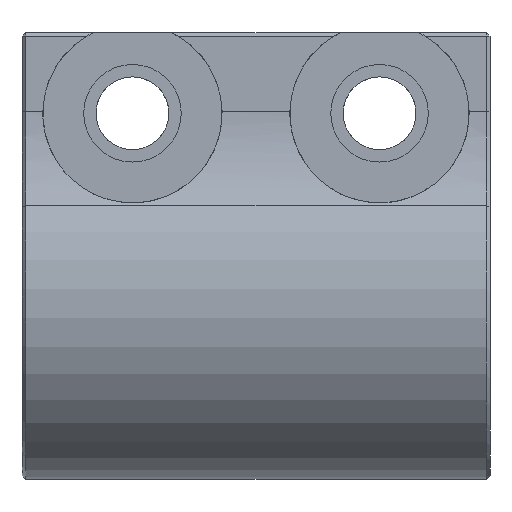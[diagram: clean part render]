
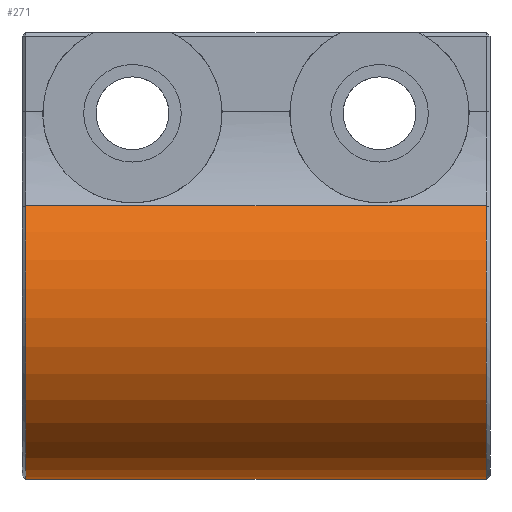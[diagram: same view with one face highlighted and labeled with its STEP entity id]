
A CAD part, left-side view. The second image highlights one B-rep face of the part: STEP entity #271.
In plain terms, the highlighted cylindrical face has radius 6.35 mm (diameter 12.7 mm), a partial arc.
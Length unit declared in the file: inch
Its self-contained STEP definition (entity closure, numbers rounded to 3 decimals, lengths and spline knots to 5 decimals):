
#17 = CARTESIAN_POINT ( 'NONE',  ( 0., 0.005, 0. ) ) ;
#73 = DIRECTION ( 'NONE',  ( 0., 0., -1. ) ) ;
#86 = ORIENTED_EDGE ( 'NONE', *, *, #1166, .T. ) ;
#161 = VECTOR ( 'NONE', #443, 39.37008 ) ;
#168 = CIRCLE ( 'NONE', #423, 0.25 ) ;
#180 = DIRECTION ( 'NONE',  ( 0., 0., 1. ) ) ;
#240 = DIRECTION ( 'NONE',  ( 0., -1., 0. ) ) ;
#256 = EDGE_CURVE ( 'NONE', #1250, #624, #168, .T. ) ;
#271 = ADVANCED_FACE ( 'NONE', ( #1173 ), #603, .T. ) ;
#306 = VERTEX_POINT ( 'NONE', #1813 ) ;
#360 = VECTOR ( 'NONE', #1230, 39.37008 ) ;
#423 = AXIS2_PLACEMENT_3D ( 'NONE', #1172, #240, #1332 ) ;
#443 = DIRECTION ( 'NONE',  ( 0., 1., 0. ) ) ;
#457 = EDGE_LOOP ( 'NONE', ( #1555, #86, #1351, #1062 ) ) ;
#483 = EDGE_CURVE ( 'NONE', #306, #1250, #1830, .T. ) ;
#603 = CYLINDRICAL_SURFACE ( 'NONE', #833, 0.25 ) ;
#624 = VERTEX_POINT ( 'NONE', #1586 ) ;
#766 = LINE ( 'NONE', #1846, #360 ) ;
#833 = AXIS2_PLACEMENT_3D ( 'NONE', #1170, #1486, #73 ) ;
#927 = CARTESIAN_POINT ( 'NONE',  ( -0.2125, 0.6475, 0.1317 ) ) ;
#1062 = ORIENTED_EDGE ( 'NONE', *, *, #483, .T. ) ;
#1111 = DIRECTION ( 'NONE',  ( 0., 1., 0. ) ) ;
#1166 = EDGE_CURVE ( 'NONE', #624, #1362, #766, .T. ) ;
#1170 = CARTESIAN_POINT ( 'NONE',  ( 0., 0.6525, 0. ) ) ;
#1172 = CARTESIAN_POINT ( 'NONE',  ( 0., 0.6475, 0. ) ) ;
#1173 = FACE_OUTER_BOUND ( 'NONE', #457, .T. ) ;
#1230 = DIRECTION ( 'NONE',  ( 0., -1., 0. ) ) ;
#1250 = VERTEX_POINT ( 'NONE', #927 ) ;
#1270 = CARTESIAN_POINT ( 'NONE',  ( 0., 0.005, -0.25 ) ) ;
#1326 = AXIS2_PLACEMENT_3D ( 'NONE', #17, #1111, #180 ) ;
#1332 = DIRECTION ( 'NONE',  ( 0., 0., 1. ) ) ;
#1351 = ORIENTED_EDGE ( 'NONE', *, *, #1792, .T. ) ;
#1362 = VERTEX_POINT ( 'NONE', #1270 ) ;
#1402 = CIRCLE ( 'NONE', #1326, 0.25 ) ;
#1486 = DIRECTION ( 'NONE',  ( 0., -1., 0. ) ) ;
#1555 = ORIENTED_EDGE ( 'NONE', *, *, #256, .T. ) ;
#1586 = CARTESIAN_POINT ( 'NONE',  ( 0., 0.6475, -0.25 ) ) ;
#1792 = EDGE_CURVE ( 'NONE', #1362, #306, #1402, .T. ) ;
#1813 = CARTESIAN_POINT ( 'NONE',  ( -0.2125, 0.005, 0.1317 ) ) ;
#1830 = LINE ( 'NONE', #2007, #161 ) ;
#1846 = CARTESIAN_POINT ( 'NONE',  ( 0., 0.6525, -0.25 ) ) ;
#2007 = CARTESIAN_POINT ( 'NONE',  ( -0.2125, 0.6525, 0.1317 ) ) ;
